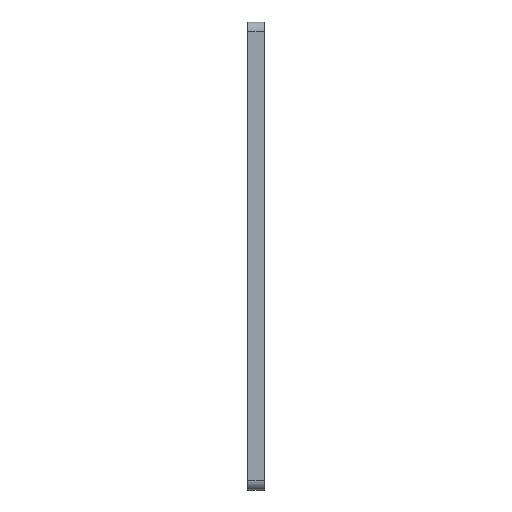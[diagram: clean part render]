
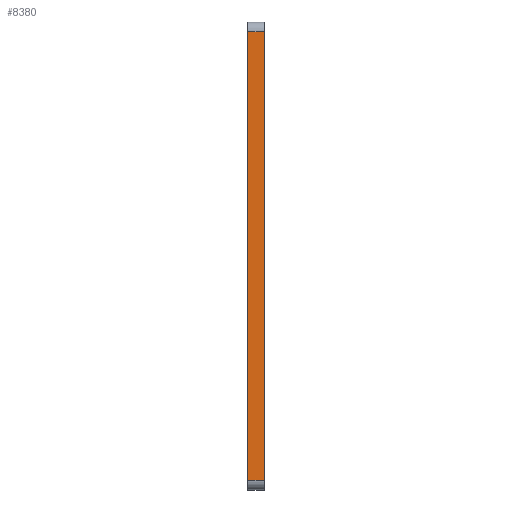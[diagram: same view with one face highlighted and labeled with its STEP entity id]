
A CAD part, left-side view. The second image highlights one B-rep face of the part: STEP entity #8380.
In plain terms, the highlighted planar face has unit normal (-1, 0, 0).
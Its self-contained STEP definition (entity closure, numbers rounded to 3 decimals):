
#102 = ORIENTED_EDGE ( 'NONE', *, *, #1499, .T. ) ;
#566 = VECTOR ( 'NONE', #6306, 1000. ) ;
#633 = LINE ( 'NONE', #5830, #5667 ) ;
#659 = CARTESIAN_POINT ( 'NONE',  ( -168., 10., -137.5 ) ) ;
#970 = DIRECTION ( 'NONE',  ( 0., 0., 1. ) ) ;
#1497 = EDGE_CURVE ( 'NONE', #6269, #2229, #8237, .T. ) ;
#1499 = EDGE_CURVE ( 'NONE', #5263, #4031, #8276, .T. ) ;
#1579 = CARTESIAN_POINT ( 'NONE',  ( -168., 10., 137.5 ) ) ;
#1653 = CARTESIAN_POINT ( 'NONE',  ( -168., 10., -137.5 ) ) ;
#1659 = PLANE ( 'NONE',  #6020 ) ;
#2214 = CARTESIAN_POINT ( 'NONE',  ( -168., 10., -137.5 ) ) ;
#2229 = VERTEX_POINT ( 'NONE', #1579 ) ;
#2483 = EDGE_CURVE ( 'NONE', #2229, #4031, #633, .T. ) ;
#2979 = CARTESIAN_POINT ( 'NONE',  ( -168., 0., -137.5 ) ) ;
#3035 = CARTESIAN_POINT ( 'NONE',  ( -168., 0., -137.5 ) ) ;
#3301 = VECTOR ( 'NONE', #970, 1000. ) ;
#3551 = DIRECTION ( 'NONE',  ( 1., 0., 0. ) ) ;
#3717 = CARTESIAN_POINT ( 'NONE',  ( -168., 0., 137.5 ) ) ;
#3926 = ORIENTED_EDGE ( 'NONE', *, *, #2483, .F. ) ;
#4031 = VERTEX_POINT ( 'NONE', #3717 ) ;
#4362 = CARTESIAN_POINT ( 'NONE',  ( -168., 10., -137.5 ) ) ;
#4842 = FACE_OUTER_BOUND ( 'NONE', #6450, .T. ) ;
#4885 = DIRECTION ( 'NONE',  ( 0., 0., -1. ) ) ;
#4964 = LINE ( 'NONE', #1653, #7515 ) ;
#5263 = VERTEX_POINT ( 'NONE', #3035 ) ;
#5428 = ORIENTED_EDGE ( 'NONE', *, *, #7322, .T. ) ;
#5667 = VECTOR ( 'NONE', #8414, 1000. ) ;
#5830 = CARTESIAN_POINT ( 'NONE',  ( -168., 10., 137.5 ) ) ;
#6020 = AXIS2_PLACEMENT_3D ( 'NONE', #2214, #3551, #4885 ) ;
#6269 = VERTEX_POINT ( 'NONE', #659 ) ;
#6306 = DIRECTION ( 'NONE',  ( 0., 0., 1. ) ) ;
#6450 = EDGE_LOOP ( 'NONE', ( #102, #3926, #7598, #5428 ) ) ;
#6899 = DIRECTION ( 'NONE',  ( 0., -1., 0. ) ) ;
#7322 = EDGE_CURVE ( 'NONE', #6269, #5263, #4964, .T. ) ;
#7515 = VECTOR ( 'NONE', #6899, 1000. ) ;
#7598 = ORIENTED_EDGE ( 'NONE', *, *, #1497, .F. ) ;
#8237 = LINE ( 'NONE', #4362, #566 ) ;
#8276 = LINE ( 'NONE', #2979, #3301 ) ;
#8380 = ADVANCED_FACE ( 'NONE', ( #4842 ), #1659, .F. ) ;
#8414 = DIRECTION ( 'NONE',  ( 0., -1., 0. ) ) ;
